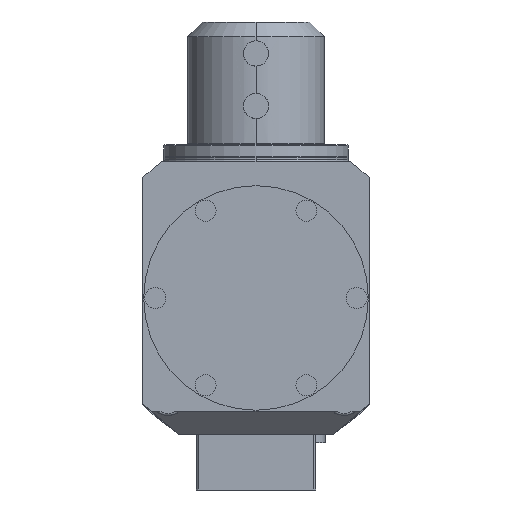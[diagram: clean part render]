
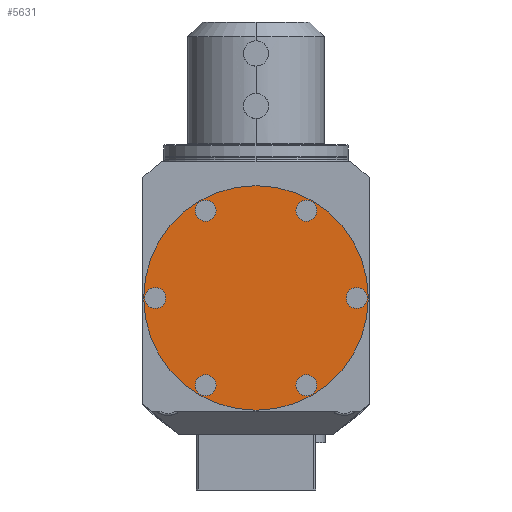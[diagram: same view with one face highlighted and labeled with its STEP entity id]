
A CAD part, left-side view. The second image highlights one B-rep face of the part: STEP entity #5631.
In plain terms, the highlighted planar face has unit normal (-1, 0, 0).
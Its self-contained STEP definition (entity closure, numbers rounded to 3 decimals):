
#669=CARTESIAN_POINT('',(-138.,0.,0.));
#670=DIRECTION('',(-1.,0.,0.));
#671=DIRECTION('',(0.,0.,1.));
#672=AXIS2_PLACEMENT_3D('',#669,#670,#671);
#678=CARTESIAN_POINT('',(-138.,0.,0.));
#679=DIRECTION('',(1.,0.,0.));
#680=DIRECTION('',(0.,0.,1.));
#681=AXIS2_PLACEMENT_3D('',#678,#679,#680);
#687=CARTESIAN_POINT('',(-138.,-24.,41.569));
#688=DIRECTION('',(1.,0.,0.));
#689=DIRECTION('',(0.,0.,1.));
#690=AXIS2_PLACEMENT_3D('',#687,#688,#689);
#692=CARTESIAN_POINT('',(-138.,-24.,41.569));
#693=DIRECTION('',(1.,0.,0.));
#694=DIRECTION('',(0.,0.,-1.));
#695=AXIS2_PLACEMENT_3D('',#692,#693,#694);
#697=CARTESIAN_POINT('',(-138.,24.,41.569));
#698=DIRECTION('',(1.,0.,0.));
#699=DIRECTION('',(0.,0.,1.));
#700=AXIS2_PLACEMENT_3D('',#697,#698,#699);
#702=CARTESIAN_POINT('',(-138.,24.,41.569));
#703=DIRECTION('',(1.,0.,0.));
#704=DIRECTION('',(0.,0.,-1.));
#705=AXIS2_PLACEMENT_3D('',#702,#703,#704);
#707=CARTESIAN_POINT('',(-138.,48.,0.));
#708=DIRECTION('',(1.,0.,0.));
#709=DIRECTION('',(0.,0.,1.));
#710=AXIS2_PLACEMENT_3D('',#707,#708,#709);
#712=CARTESIAN_POINT('',(-138.,48.,0.));
#713=DIRECTION('',(1.,0.,0.));
#714=DIRECTION('',(0.,0.,-1.));
#715=AXIS2_PLACEMENT_3D('',#712,#713,#714);
#717=CARTESIAN_POINT('',(-138.,24.,-41.569));
#718=DIRECTION('',(1.,0.,0.));
#719=DIRECTION('',(0.,0.,1.));
#720=AXIS2_PLACEMENT_3D('',#717,#718,#719);
#722=CARTESIAN_POINT('',(-138.,24.,-41.569));
#723=DIRECTION('',(1.,0.,0.));
#724=DIRECTION('',(0.,0.,-1.));
#725=AXIS2_PLACEMENT_3D('',#722,#723,#724);
#727=CARTESIAN_POINT('',(-138.,-24.,-41.569));
#728=DIRECTION('',(1.,0.,0.));
#729=DIRECTION('',(0.,0.,1.));
#730=AXIS2_PLACEMENT_3D('',#727,#728,#729);
#732=CARTESIAN_POINT('',(-138.,-24.,-41.569));
#733=DIRECTION('',(1.,0.,0.));
#734=DIRECTION('',(0.,0.,-1.));
#735=AXIS2_PLACEMENT_3D('',#732,#733,#734);
#737=CARTESIAN_POINT('',(-138.,-48.,0.));
#738=DIRECTION('',(1.,0.,0.));
#739=DIRECTION('',(0.,0.,1.));
#740=AXIS2_PLACEMENT_3D('',#737,#738,#739);
#742=CARTESIAN_POINT('',(-138.,-48.,0.));
#743=DIRECTION('',(1.,0.,0.));
#744=DIRECTION('',(0.,0.,-1.));
#745=AXIS2_PLACEMENT_3D('',#742,#743,#744);
#4463=CARTESIAN_POINT('',(-138.,0.,53.5));
#4464=CARTESIAN_POINT('',(-138.,0.,-53.5));
#4465=VERTEX_POINT('',#4463);
#4466=VERTEX_POINT('',#4464);
#4475=CARTESIAN_POINT('',(-138.,-24.,46.569));
#4476=CARTESIAN_POINT('',(-138.,-24.,36.569));
#4477=VERTEX_POINT('',#4475);
#4478=VERTEX_POINT('',#4476);
#4483=CARTESIAN_POINT('',(-138.,24.,46.569));
#4484=CARTESIAN_POINT('',(-138.,24.,36.569));
#4485=VERTEX_POINT('',#4483);
#4486=VERTEX_POINT('',#4484);
#4491=CARTESIAN_POINT('',(-138.,48.,5.));
#4492=CARTESIAN_POINT('',(-138.,48.,-5.));
#4493=VERTEX_POINT('',#4491);
#4494=VERTEX_POINT('',#4492);
#4499=CARTESIAN_POINT('',(-138.,24.,-36.569));
#4500=CARTESIAN_POINT('',(-138.,24.,-46.569));
#4501=VERTEX_POINT('',#4499);
#4502=VERTEX_POINT('',#4500);
#4507=CARTESIAN_POINT('',(-138.,-24.,-36.569));
#4508=CARTESIAN_POINT('',(-138.,-24.,-46.569));
#4509=VERTEX_POINT('',#4507);
#4510=VERTEX_POINT('',#4508);
#4515=CARTESIAN_POINT('',(-138.,-48.,5.));
#4516=CARTESIAN_POINT('',(-138.,-48.,-5.));
#4517=VERTEX_POINT('',#4515);
#4518=VERTEX_POINT('',#4516);
#5586=CARTESIAN_POINT('',(-138.,0.,0.));
#5587=DIRECTION('',(-1.,0.,0.));
#5588=DIRECTION('',(0.,0.,-1.));
#5589=AXIS2_PLACEMENT_3D('',#5586,#5587,#5588);
#5590=PLANE('',#5589);
#5591=ORIENTED_EDGE('',*,*,#5580,.T.);
#5592=ORIENTED_EDGE('',*,*,#5566,.F.);
#5593=EDGE_LOOP('',(#5591,#5592));
#5594=FACE_OUTER_BOUND('',#5593,.F.);
#5596=ORIENTED_EDGE('',*,*,#5595,.F.);
#5598=ORIENTED_EDGE('',*,*,#5597,.F.);
#5599=EDGE_LOOP('',(#5596,#5598));
#5600=FACE_BOUND('',#5599,.F.);
#5602=ORIENTED_EDGE('',*,*,#5601,.F.);
#5604=ORIENTED_EDGE('',*,*,#5603,.F.);
#5605=EDGE_LOOP('',(#5602,#5604));
#5606=FACE_BOUND('',#5605,.F.);
#5608=ORIENTED_EDGE('',*,*,#5607,.F.);
#5610=ORIENTED_EDGE('',*,*,#5609,.F.);
#5611=EDGE_LOOP('',(#5608,#5610));
#5612=FACE_BOUND('',#5611,.F.);
#5614=ORIENTED_EDGE('',*,*,#5613,.F.);
#5616=ORIENTED_EDGE('',*,*,#5615,.F.);
#5617=EDGE_LOOP('',(#5614,#5616));
#5618=FACE_BOUND('',#5617,.F.);
#5620=ORIENTED_EDGE('',*,*,#5619,.F.);
#5622=ORIENTED_EDGE('',*,*,#5621,.F.);
#5623=EDGE_LOOP('',(#5620,#5622));
#5624=FACE_BOUND('',#5623,.F.);
#5626=ORIENTED_EDGE('',*,*,#5625,.F.);
#5628=ORIENTED_EDGE('',*,*,#5627,.F.);
#5629=EDGE_LOOP('',(#5626,#5628));
#5630=FACE_BOUND('',#5629,.F.);
#5631=ADVANCED_FACE('',(#5594,#5600,#5606,#5612,#5618,#5624,#5630),#5590,.T.);
#673=CIRCLE('',#672,53.5);
#682=CIRCLE('',#681,53.5);
#691=CIRCLE('',#690,5.);
#696=CIRCLE('',#695,5.);
#701=CIRCLE('',#700,5.);
#706=CIRCLE('',#705,5.);
#711=CIRCLE('',#710,5.);
#716=CIRCLE('',#715,5.);
#721=CIRCLE('',#720,5.);
#726=CIRCLE('',#725,5.);
#731=CIRCLE('',#730,5.);
#736=CIRCLE('',#735,5.);
#741=CIRCLE('',#740,5.);
#746=CIRCLE('',#745,5.);
#5566=EDGE_CURVE('',#4465,#4466,#673,.T.);
#5580=EDGE_CURVE('',#4465,#4466,#682,.T.);
#5595=EDGE_CURVE('',#4477,#4478,#691,.T.);
#5597=EDGE_CURVE('',#4478,#4477,#696,.T.);
#5601=EDGE_CURVE('',#4485,#4486,#701,.T.);
#5603=EDGE_CURVE('',#4486,#4485,#706,.T.);
#5607=EDGE_CURVE('',#4493,#4494,#711,.T.);
#5609=EDGE_CURVE('',#4494,#4493,#716,.T.);
#5613=EDGE_CURVE('',#4501,#4502,#721,.T.);
#5615=EDGE_CURVE('',#4502,#4501,#726,.T.);
#5619=EDGE_CURVE('',#4509,#4510,#731,.T.);
#5621=EDGE_CURVE('',#4510,#4509,#736,.T.);
#5625=EDGE_CURVE('',#4517,#4518,#741,.T.);
#5627=EDGE_CURVE('',#4518,#4517,#746,.T.);
